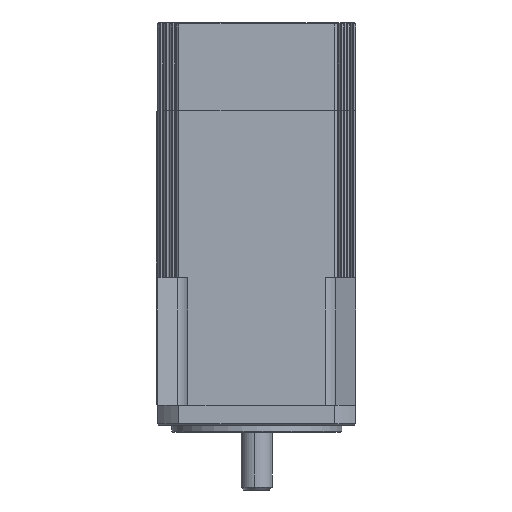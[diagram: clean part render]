
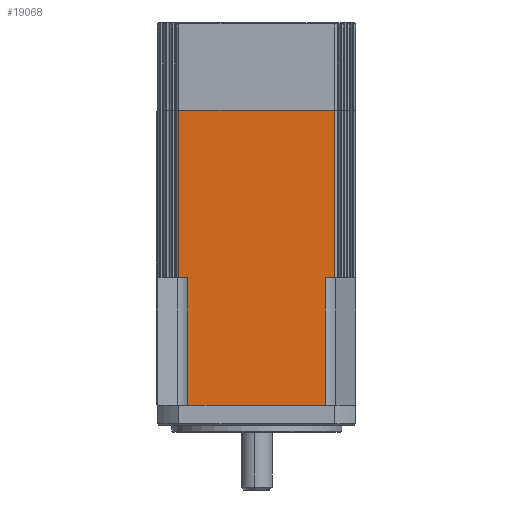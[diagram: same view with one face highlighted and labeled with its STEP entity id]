
A CAD part, front view. The second image highlights one B-rep face of the part: STEP entity #19068.
In plain terms, the highlighted planar face has unit normal (0, -1, 0).
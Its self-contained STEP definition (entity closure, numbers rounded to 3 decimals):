
#18997=CARTESIAN_POINT('',(27.482,-35.,0.0));
#18998=DIRECTION('',(0.0,-1.0,0.0));
#18999=DIRECTION('',(0.0,0.0,-1.0));
#19000=AXIS2_PLACEMENT_3D('',#18997,#18998,#18999);
#19001=PLANE('',#19000);
#19002=CARTESIAN_POINT('',(24.249,-35.,45.0));
#19003=VERTEX_POINT('',#19002);
#19004=CARTESIAN_POINT('',(27.482,-35.,45.0));
#19005=VERTEX_POINT('',#19004);
#19006=CARTESIAN_POINT('',(24.249,-35.,45.0));
#19007=DIRECTION('',(1.0,0.0,0.0));
#19008=VECTOR('',#19007,3.233);
#19009=LINE('',#19006,#19008);
#19010=EDGE_CURVE('',#19003,#19005,#19009,.T.);
#19011=ORIENTED_EDGE('',*,*,#19010,.T.);
#19012=CARTESIAN_POINT('',(27.482,-35.,104.0));
#19013=VERTEX_POINT('',#19012);
#19014=CARTESIAN_POINT('',(27.482,-35.,45.0));
#19015=DIRECTION('',(0.0,0.0,1.0));
#19016=VECTOR('',#19015,59.0);
#19017=LINE('',#19014,#19016);
#19018=EDGE_CURVE('',#19005,#19013,#19017,.T.);
#19019=ORIENTED_EDGE('',*,*,#19018,.T.);
#19020=CARTESIAN_POINT('',(-27.482,-35.,104.0));
#19021=VERTEX_POINT('',#19020);
#19022=CARTESIAN_POINT('',(27.482,-35.,104.0));
#19023=DIRECTION('',(-1.0,0.0,0.0));
#19024=VECTOR('',#19023,54.964);
#19025=LINE('',#19022,#19024);
#19026=EDGE_CURVE('',#19013,#19021,#19025,.T.);
#19027=ORIENTED_EDGE('',*,*,#19026,.T.);
#19028=CARTESIAN_POINT('',(-27.482,-35.,45.0));
#19029=VERTEX_POINT('',#19028);
#19030=CARTESIAN_POINT('',(-27.482,-35.,45.0));
#19031=DIRECTION('',(0.0,0.0,1.0));
#19032=VECTOR('',#19031,59.0);
#19033=LINE('',#19030,#19032);
#19034=EDGE_CURVE('',#19029,#19021,#19033,.T.);
#19035=ORIENTED_EDGE('',*,*,#19034,.F.);
#19036=CARTESIAN_POINT('',(-24.249,-35.,45.0));
#19037=VERTEX_POINT('',#19036);
#19038=CARTESIAN_POINT('',(-27.482,-35.,45.0));
#19039=DIRECTION('',(1.0,0.0,0.0));
#19040=VECTOR('',#19039,3.233);
#19041=LINE('',#19038,#19040);
#19042=EDGE_CURVE('',#19029,#19037,#19041,.T.);
#19043=ORIENTED_EDGE('',*,*,#19042,.T.);
#19044=CARTESIAN_POINT('',(-24.249,-35.,0.0));
#19045=VERTEX_POINT('',#19044);
#19046=CARTESIAN_POINT('',(-24.249,-35.,45.0));
#19047=DIRECTION('',(0.0,0.0,-1.0));
#19048=VECTOR('',#19047,45.0);
#19049=LINE('',#19046,#19048);
#19050=EDGE_CURVE('',#19037,#19045,#19049,.T.);
#19051=ORIENTED_EDGE('',*,*,#19050,.T.);
#19052=CARTESIAN_POINT('',(24.249,-35.,0.0));
#19053=VERTEX_POINT('',#19052);
#19054=CARTESIAN_POINT('',(-24.249,-35.,0.0));
#19055=DIRECTION('',(1.0,0.0,0.0));
#19056=VECTOR('',#19055,48.498);
#19057=LINE('',#19054,#19056);
#19058=EDGE_CURVE('',#19045,#19053,#19057,.T.);
#19059=ORIENTED_EDGE('',*,*,#19058,.T.);
#19060=CARTESIAN_POINT('',(24.249,-35.,0.0));
#19061=DIRECTION('',(0.0,0.0,1.0));
#19062=VECTOR('',#19061,45.0);
#19063=LINE('',#19060,#19062);
#19064=EDGE_CURVE('',#19053,#19003,#19063,.T.);
#19065=ORIENTED_EDGE('',*,*,#19064,.T.);
#19066=EDGE_LOOP('',(#19011,#19019,#19027,#19035,#19043,#19051,#19059,#19065));
#19067=FACE_OUTER_BOUND('',#19066,.T.);
#19068=ADVANCED_FACE('',(#19067),#19001,.T.);
